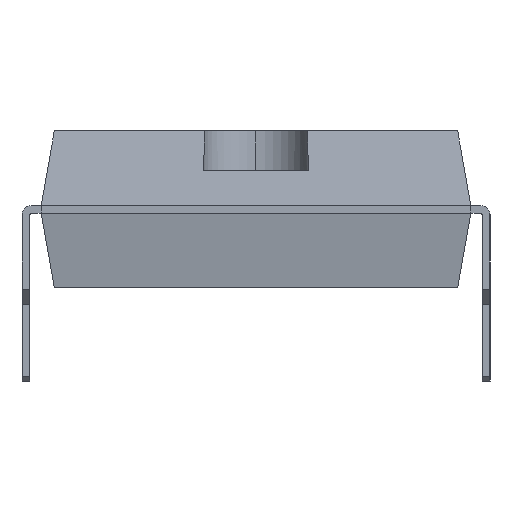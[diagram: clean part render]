
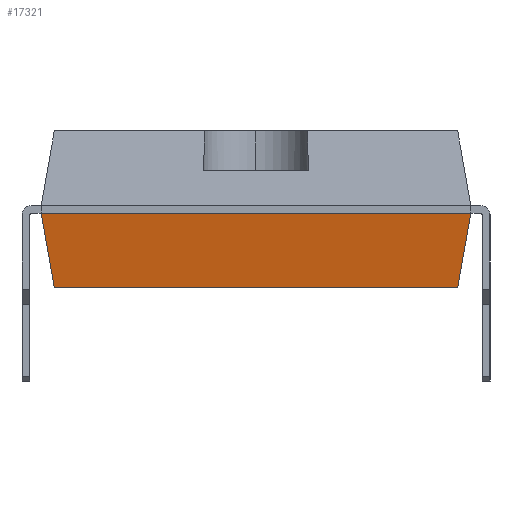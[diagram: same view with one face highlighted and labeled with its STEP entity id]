
A CAD part, left-side view. The second image highlights one B-rep face of the part: STEP entity #17321.
In plain terms, the highlighted planar face has unit normal (-0.985, 0, -0.174).
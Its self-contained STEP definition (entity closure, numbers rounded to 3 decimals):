
#499 = PLANE ( 'NONE',  #29132 ) ;
#1528 = DIRECTION ( 'NONE',  ( -0.174, 0., 0.985 ) ) ;
#1644 = LINE ( 'NONE', #5588, #22831 ) ;
#2213 = ORIENTED_EDGE ( 'NONE', *, *, #26033, .F. ) ;
#2340 = VERTEX_POINT ( 'NONE', #16017 ) ;
#3291 = EDGE_CURVE ( 'NONE', #2340, #20837, #38483, .T. ) ;
#5287 = CARTESIAN_POINT ( 'NONE',  ( -26.225, -7.11, 2.98 ) ) ;
#5588 = CARTESIAN_POINT ( 'NONE',  ( -26.225, -7.11, 2.98 ) ) ;
#13589 = EDGE_LOOP ( 'NONE', ( #31167, #2213, #21583, #18579 ) ) ;
#13624 = CARTESIAN_POINT ( 'NONE',  ( -25.789, -7.11, 0.51 ) ) ;
#14346 = DIRECTION ( 'NONE',  ( 0., 1., 0. ) ) ;
#14809 = LINE ( 'NONE', #17944, #23122 ) ;
#16017 = CARTESIAN_POINT ( 'NONE',  ( -25.789, 6.674, 0.51 ) ) ;
#17321 = ADVANCED_FACE ( 'NONE', ( #22805 ), #499, .T. ) ;
#17944 = CARTESIAN_POINT ( 'NONE',  ( -25.789, -6.674, 0.51 ) ) ;
#18579 = ORIENTED_EDGE ( 'NONE', *, *, #40756, .T. ) ;
#19938 = CARTESIAN_POINT ( 'NONE',  ( -25.789, 6.674, 0.51 ) ) ;
#20837 = VERTEX_POINT ( 'NONE', #25155 ) ;
#21583 = ORIENTED_EDGE ( 'NONE', *, *, #27090, .T. ) ;
#22805 = FACE_OUTER_BOUND ( 'NONE', #13589, .T. ) ;
#22831 = VECTOR ( 'NONE', #14346, 1000. ) ;
#23122 = VECTOR ( 'NONE', #37320, 1000. ) ;
#23231 = VECTOR ( 'NONE', #29514, 1000. ) ;
#24879 = LINE ( 'NONE', #37785, #36404 ) ;
#25155 = CARTESIAN_POINT ( 'NONE',  ( -26.225, 7.11, 2.98 ) ) ;
#26033 = EDGE_CURVE ( 'NONE', #39906, #2340, #24879, .T. ) ;
#27090 = EDGE_CURVE ( 'NONE', #39906, #30211, #14809, .T. ) ;
#27586 = DIRECTION ( 'NONE',  ( 0., 1., 0. ) ) ;
#29132 = AXIS2_PLACEMENT_3D ( 'NONE', #13624, #39044, #1528 ) ;
#29514 = DIRECTION ( 'NONE',  ( -0.171, 0.171, 0.97 ) ) ;
#30211 = VERTEX_POINT ( 'NONE', #5287 ) ;
#31167 = ORIENTED_EDGE ( 'NONE', *, *, #3291, .F. ) ;
#35109 = CARTESIAN_POINT ( 'NONE',  ( -25.789, -6.674, 0.51 ) ) ;
#36404 = VECTOR ( 'NONE', #27586, 1000. ) ;
#37320 = DIRECTION ( 'NONE',  ( -0.171, -0.171, 0.97 ) ) ;
#37785 = CARTESIAN_POINT ( 'NONE',  ( -25.789, -7.11, 0.51 ) ) ;
#38483 = LINE ( 'NONE', #19938, #23231 ) ;
#39044 = DIRECTION ( 'NONE',  ( -0.985, 0., -0.174 ) ) ;
#39906 = VERTEX_POINT ( 'NONE', #35109 ) ;
#40756 = EDGE_CURVE ( 'NONE', #30211, #20837, #1644, .T. ) ;
